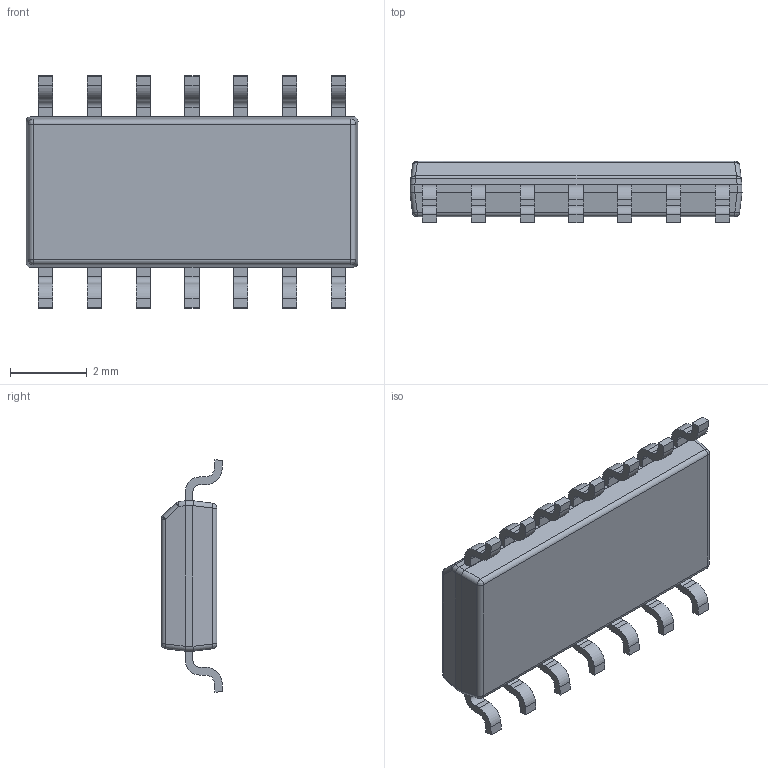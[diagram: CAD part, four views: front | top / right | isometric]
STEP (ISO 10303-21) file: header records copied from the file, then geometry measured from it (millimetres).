
FILE_DESCRIPTION (( 'STEP AP214' ), '1' );
FILE_NAME ('soic-14.STEP', '2016-04-11T12:19:30', ( '' ), ( '' ), 'SwSTEP 2.0', 'SolidWorks 2015', '' );
FILE_SCHEMA (( 'AUTOMOTIVE_DESIGN' ));
Length unit declared in the file: inch
Products named in the file (4): LEAD_M14A_46; BODY_M14A_20; soic-14; M14A_ASM_33_ASM
Assembly tree (16 placements, depth 3):
  soic-14
    M14A_ASM_33_ASM
      BODY_M14A_20
      LEAD_M14A_46  x14
Bounding box: 8.64 x 1.6 x 6.05 mm (x, y, z)
Volume: 48.4 mm3; surface area: 123.8 mm2
Topology: 15 solids, 15 shells, 252 faces, 614 edges, 391 vertices
Faces by surface type: plane 156, cylinder 85, bspline 11
Entity records: 3072 total; most frequent: CARTESIAN_POINT 511, DIRECTION 336, ORIENTED_EDGE 288, EDGE_CURVE 144, AXIS2_PLACEMENT_3D 124, LINE 88, VECTOR 88, VERTEX_POINT 79
